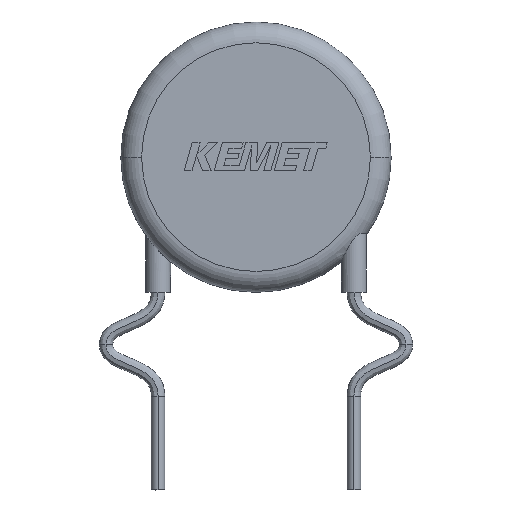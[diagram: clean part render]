
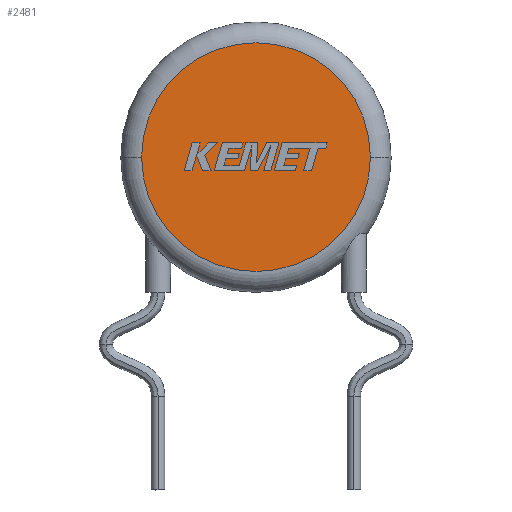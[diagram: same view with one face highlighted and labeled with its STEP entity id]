
A CAD part, top view. The second image highlights one B-rep face of the part: STEP entity #2481.
In plain terms, the highlighted planar face has unit normal (0, 0, 1).
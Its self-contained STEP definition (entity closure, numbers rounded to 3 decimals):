
#78 = AXIS2_PLACEMENT_3D ( 'NONE', #257, #1533, #2404 ) ;
#257 = CARTESIAN_POINT ( 'NONE',  ( 0., 0., 5. ) ) ;
#334 = ORIENTED_EDGE ( 'NONE', *, *, #919, .T. ) ;
#456 = PLANE ( 'NONE',  #78 ) ;
#550 = CARTESIAN_POINT ( 'NONE',  ( 5.5, 0., 5. ) ) ;
#636 = ORIENTED_EDGE ( 'NONE', *, *, #2048, .T. ) ;
#919 = EDGE_CURVE ( 'NONE', #1534, #936, #2120, .T. ) ;
#936 = VERTEX_POINT ( 'NONE', #3482 ) ;
#1135 = CARTESIAN_POINT ( 'NONE',  ( 0., 0., 5. ) ) ;
#1430 = DIRECTION ( 'NONE',  ( 0., 0., 1. ) ) ;
#1533 = DIRECTION ( 'NONE',  ( 0., 0., 1. ) ) ;
#1534 = VERTEX_POINT ( 'NONE', #550 ) ;
#1624 = DIRECTION ( 'NONE',  ( 1., 0., 0. ) ) ;
#1666 = AXIS2_PLACEMENT_3D ( 'NONE', #3160, #3529, #1624 ) ;
#1784 = EDGE_LOOP ( 'NONE', ( #334, #636 ) ) ;
#2048 = EDGE_CURVE ( 'NONE', #936, #1534, #3114, .T. ) ;
#2120 = CIRCLE ( 'NONE', #1666, 5.5 ) ;
#2404 = DIRECTION ( 'NONE',  ( 1., 0., 0. ) ) ;
#2481 = ADVANCED_FACE ( 'NONE', ( #3362 ), #456, .T. ) ;
#3114 = CIRCLE ( 'NONE', #3708, 5.5 ) ;
#3160 = CARTESIAN_POINT ( 'NONE',  ( 0., 0., 5. ) ) ;
#3362 = FACE_OUTER_BOUND ( 'NONE', #1784, .T. ) ;
#3482 = CARTESIAN_POINT ( 'NONE',  ( -5.5, 0., 5. ) ) ;
#3529 = DIRECTION ( 'NONE',  ( 0., 0., 1. ) ) ;
#3616 = DIRECTION ( 'NONE',  ( 1., 0., 0. ) ) ;
#3708 = AXIS2_PLACEMENT_3D ( 'NONE', #1135, #1430, #3616 ) ;
